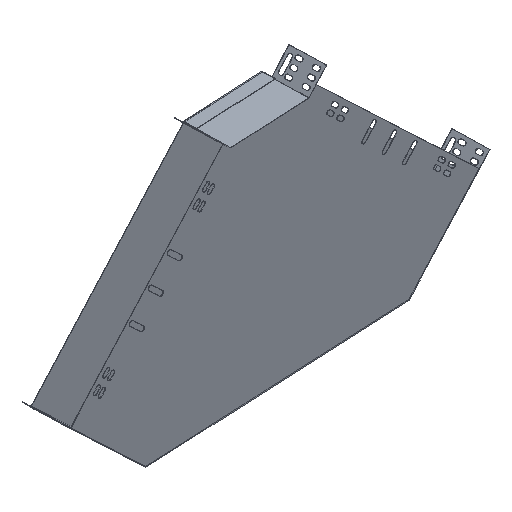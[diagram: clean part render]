
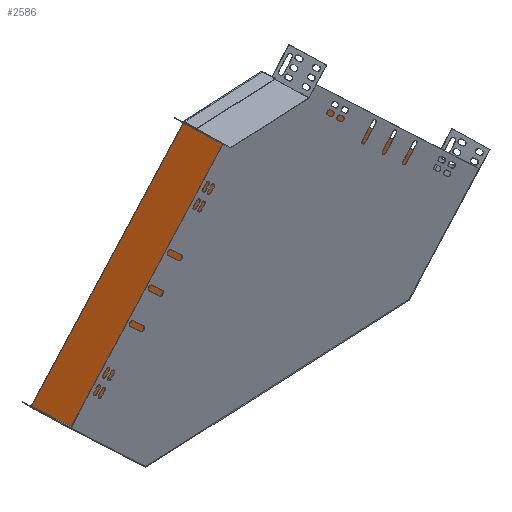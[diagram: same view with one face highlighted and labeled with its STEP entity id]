
A CAD part, isometric view. The second image highlights one B-rep face of the part: STEP entity #2586.
In plain terms, the highlighted planar face has unit normal (0.022, -1, 0.006).
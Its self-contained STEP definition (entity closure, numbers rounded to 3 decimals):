
#241 = LINE ( 'NONE', #5673, #1926 ) ;
#338 = VECTOR ( 'NONE', #5202, 1000. ) ;
#458 = CARTESIAN_POINT ( 'NONE',  ( -112.322, 87.413, 357.73 ) ) ;
#497 = DIRECTION ( 'NONE',  ( 0.687, 0.02, 0.726 ) ) ;
#552 = LINE ( 'NONE', #3194, #338 ) ;
#599 = ORIENTED_EDGE ( 'NONE', *, *, #5162, .F. ) ;
#621 = DIRECTION ( 'NONE',  ( 0.726, 0.011, -0.688 ) ) ;
#739 = DIRECTION ( 'NONE',  ( 0.726, 0.011, -0.688 ) ) ;
#1167 = FACE_OUTER_BOUND ( 'NONE', #8078, .T. ) ;
#1231 = DIRECTION ( 'NONE',  ( 0.999, 0.022, 0.027 ) ) ;
#1445 = ORIENTED_EDGE ( 'NONE', *, *, #4777, .F. ) ;
#1690 = LINE ( 'NONE', #2526, #6930 ) ;
#1800 = DIRECTION ( 'NONE',  ( -0.999, -0.022, -0.027 ) ) ;
#1910 = DIRECTION ( 'NONE',  ( 0.027, -0.006, -1. ) ) ;
#1926 = VECTOR ( 'NONE', #739, 1000. ) ;
#2039 = CARTESIAN_POINT ( 'NONE',  ( -112.322, 87.413, 357.73 ) ) ;
#2067 = DIRECTION ( 'NONE',  ( 0.027, -0.006, -1. ) ) ;
#2099 = AXIS2_PLACEMENT_3D ( 'NONE', #5346, #6042, #1910 ) ;
#2282 = VERTEX_POINT ( 'NONE', #5360 ) ;
#2303 = VERTEX_POINT ( 'NONE', #458 ) ;
#2526 = CARTESIAN_POINT ( 'NONE',  ( 178.77, 91.99, 81.452 ) ) ;
#2586 = ADVANCED_FACE ( 'NONE', ( #1167 ), #5379, .T. ) ;
#2614 = CARTESIAN_POINT ( 'NONE',  ( 178.757, 91.993, 81.952 ) ) ;
#2791 = LINE ( 'NONE', #6388, #7766 ) ;
#2983 = ORIENTED_EDGE ( 'NONE', *, *, #4854, .T. ) ;
#3194 = CARTESIAN_POINT ( 'NONE',  ( -529.321, 76.446, 62.305 ) ) ;
#3334 = LINE ( 'NONE', #8145, #6834 ) ;
#3507 = CARTESIAN_POINT ( 'NONE',  ( -112.335, 87.416, 358.229 ) ) ;
#3539 = VECTOR ( 'NONE', #1231, 1000. ) ;
#3570 = CARTESIAN_POINT ( 'NONE',  ( 178.77, 91.99, 81.452 ) ) ;
#3626 = VERTEX_POINT ( 'NONE', #8599 ) ;
#3658 = CARTESIAN_POINT ( 'NONE',  ( -253.671, 84.313, 354.408 ) ) ;
#3705 = DIRECTION ( 'NONE',  ( 0.027, -0.006, -1. ) ) ;
#3743 = CARTESIAN_POINT ( 'NONE',  ( -408.753, 78.344, -51.926 ) ) ;
#3863 = VECTOR ( 'NONE', #497, 1000. ) ;
#3915 = ORIENTED_EDGE ( 'NONE', *, *, #5246, .F. ) ;
#4073 = LINE ( 'NONE', #4086, #3863 ) ;
#4086 = CARTESIAN_POINT ( 'NONE',  ( -253.657, 84.31, 353.908 ) ) ;
#4131 = CARTESIAN_POINT ( 'NONE',  ( 64.581, 88.734, -39.127 ) ) ;
#4479 = ORIENTED_EDGE ( 'NONE', *, *, #5422, .F. ) ;
#4566 = DIRECTION ( 'NONE',  ( -0.687, -0.02, -0.726 ) ) ;
#4609 = VERTEX_POINT ( 'NONE', #2614 ) ;
#4777 = EDGE_CURVE ( 'NONE', #2303, #4609, #6756, .T. ) ;
#4790 = LINE ( 'NONE', #3507, #7944 ) ;
#4854 = EDGE_CURVE ( 'NONE', #6906, #7458, #2791, .T. ) ;
#5004 = VECTOR ( 'NONE', #621, 1000. ) ;
#5024 = VERTEX_POINT ( 'NONE', #6591 ) ;
#5041 = DIRECTION ( 'NONE',  ( 0.027, -0.006, -1. ) ) ;
#5043 = EDGE_CURVE ( 'NONE', #5106, #6906, #6663, .T. ) ;
#5106 = VERTEX_POINT ( 'NONE', #6035 ) ;
#5162 = EDGE_CURVE ( 'NONE', #2282, #7458, #4073, .T. ) ;
#5202 = DIRECTION ( 'NONE',  ( -0.027, 0.006, 1. ) ) ;
#5246 = EDGE_CURVE ( 'NONE', #5106, #2303, #4790, .T. ) ;
#5346 = CARTESIAN_POINT ( 'NONE',  ( 178.757, 91.993, 81.952 ) ) ;
#5360 = CARTESIAN_POINT ( 'NONE',  ( -529.335, 76.449, 62.805 ) ) ;
#5379 = PLANE ( 'NONE',  #2099 ) ;
#5422 = EDGE_CURVE ( 'NONE', #4609, #6659, #3334, .T. ) ;
#5613 = EDGE_CURVE ( 'NONE', #6659, #3626, #1690, .T. ) ;
#5673 = CARTESIAN_POINT ( 'NONE',  ( -529.321, 76.446, 62.305 ) ) ;
#5721 = LINE ( 'NONE', #4131, #3539 ) ;
#5816 = EDGE_CURVE ( 'NONE', #7454, #3626, #5721, .T. ) ;
#5891 = CARTESIAN_POINT ( 'NONE',  ( -253.671, 84.313, 354.408 ) ) ;
#5996 = EDGE_CURVE ( 'NONE', #5024, #7454, #241, .T. ) ;
#6035 = CARTESIAN_POINT ( 'NONE',  ( -112.335, 87.416, 358.229 ) ) ;
#6042 = DIRECTION ( 'NONE',  ( 0.022, -1., 0.006 ) ) ;
#6172 = EDGE_CURVE ( 'NONE', #5024, #2282, #552, .T. ) ;
#6388 = CARTESIAN_POINT ( 'NONE',  ( -253.671, 84.313, 354.408 ) ) ;
#6591 = CARTESIAN_POINT ( 'NONE',  ( -529.321, 76.446, 62.305 ) ) ;
#6659 = VERTEX_POINT ( 'NONE', #3570 ) ;
#6663 = LINE ( 'NONE', #5891, #7857 ) ;
#6729 = ORIENTED_EDGE ( 'NONE', *, *, #5043, .T. ) ;
#6756 = LINE ( 'NONE', #2039, #5004 ) ;
#6834 = VECTOR ( 'NONE', #3705, 1000. ) ;
#6906 = VERTEX_POINT ( 'NONE', #3658 ) ;
#6925 = ORIENTED_EDGE ( 'NONE', *, *, #5816, .T. ) ;
#6930 = VECTOR ( 'NONE', #4566, 1000. ) ;
#7035 = CARTESIAN_POINT ( 'NONE',  ( -253.657, 84.31, 353.908 ) ) ;
#7454 = VERTEX_POINT ( 'NONE', #3743 ) ;
#7458 = VERTEX_POINT ( 'NONE', #7035 ) ;
#7502 = ORIENTED_EDGE ( 'NONE', *, *, #5996, .T. ) ;
#7650 = ORIENTED_EDGE ( 'NONE', *, *, #5613, .F. ) ;
#7766 = VECTOR ( 'NONE', #5041, 1000. ) ;
#7857 = VECTOR ( 'NONE', #1800, 1000. ) ;
#7944 = VECTOR ( 'NONE', #2067, 1000. ) ;
#8078 = EDGE_LOOP ( 'NONE', ( #599, #8378, #7502, #6925, #7650, #4479, #1445, #3915, #6729, #2983 ) ) ;
#8145 = CARTESIAN_POINT ( 'NONE',  ( 178.757, 91.993, 81.952 ) ) ;
#8378 = ORIENTED_EDGE ( 'NONE', *, *, #6172, .F. ) ;
#8599 = CARTESIAN_POINT ( 'NONE',  ( 64.581, 88.734, -39.127 ) ) ;
